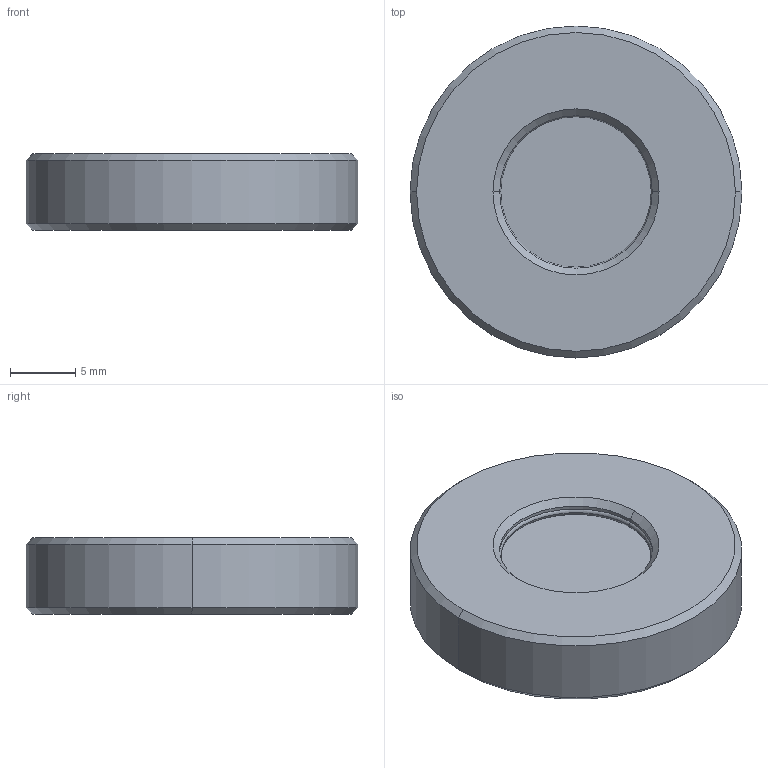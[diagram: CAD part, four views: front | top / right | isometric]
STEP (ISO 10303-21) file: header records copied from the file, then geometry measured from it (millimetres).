
FILE_DESCRIPTION (( 'STEP AP203' ), '1' );
FILE_NAME ('把字去掉.STEP', '2025-09-15T01:56:57', ( '' ), ( '' ), 'SwSTEP 2.0', 'SolidWorks 2020', '' );
FILE_SCHEMA (( 'CONFIG_CONTROL_DESIGN' ));
Length unit declared in the file: millimetre
Products named in the file (1): 把字去掉
Bounding box: 25.37 x 25.37 x 5.84 mm (x, y, z)
Volume: 2440 mm3; surface area: 2364.3 mm2
Topology: 6 solids, 6 shells, 61 faces, 134 edges, 84 vertices
Faces by surface type: plane 21, cylinder 20, cone 16, torus 4
Entity records: 1783 total; most frequent: DIRECTION 322, CARTESIAN_POINT 304, ORIENTED_EDGE 268, EDGE_CURVE 134, AXIS2_PLACEMENT_3D 134, VERTEX_POINT 84, CIRCLE 72, EDGE_LOOP 68
